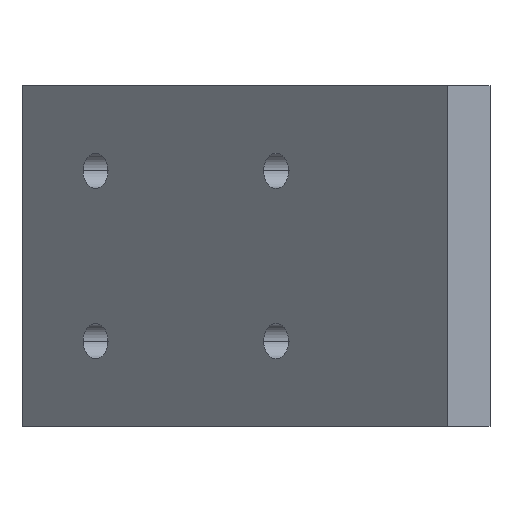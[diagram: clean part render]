
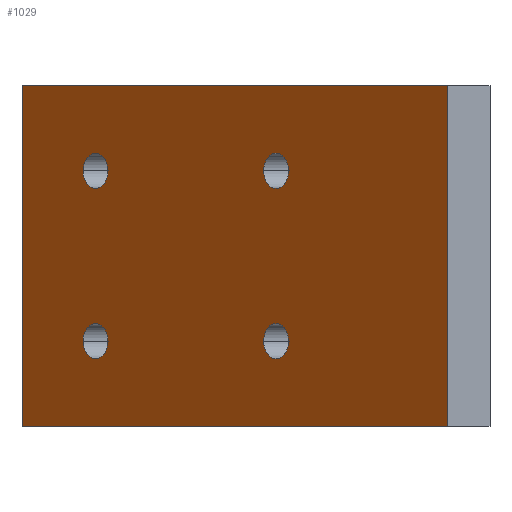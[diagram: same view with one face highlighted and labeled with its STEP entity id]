
A CAD part, left-side view. The second image highlights one B-rep face of the part: STEP entity #1029.
In plain terms, the highlighted planar face has unit normal (-0.707, 0.707, 0).
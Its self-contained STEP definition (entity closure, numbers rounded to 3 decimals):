
#10 = DIRECTION ( 'NONE',  ( -0.707, -0.707, 0. ) ) ;
#13 = DIRECTION ( 'NONE',  ( -0.707, 0.707, 0. ) ) ;
#19 = FACE_OUTER_BOUND ( 'NONE', #749, .T. ) ;
#34 = CIRCLE ( 'NONE', #659, 2.067 ) ;
#47 = ORIENTED_EDGE ( 'NONE', *, *, #512, .T. ) ;
#50 = VERTEX_POINT ( 'NONE', #104 ) ;
#104 = CARTESIAN_POINT ( 'NONE',  ( 29.894, 37.894, 10. ) ) ;
#106 = EDGE_CURVE ( 'NONE', #944, #784, #686, .T. ) ;
#118 = AXIS2_PLACEMENT_3D ( 'NONE', #1035, #1044, #709 ) ;
#124 = CIRCLE ( 'NONE', #861, 2.067 ) ;
#149 = CARTESIAN_POINT ( 'NONE',  ( 8.681, 16.681, 10. ) ) ;
#157 = EDGE_CURVE ( 'NONE', #605, #565, #648, .T. ) ;
#161 = VECTOR ( 'NONE', #245, 1000. ) ;
#170 = AXIS2_PLACEMENT_3D ( 'NONE', #887, #946, #10 ) ;
#171 = FACE_BOUND ( 'NONE', #549, .T. ) ;
#176 = ORIENTED_EDGE ( 'NONE', *, *, #436, .T. ) ;
#185 = CARTESIAN_POINT ( 'NONE',  ( 31.355, 39.355, 10. ) ) ;
#187 = FACE_BOUND ( 'NONE', #870, .T. ) ;
#190 = VERTEX_POINT ( 'NONE', #829 ) ;
#206 = VECTOR ( 'NONE', #289, 1000. ) ;
#210 = CARTESIAN_POINT ( 'NONE',  ( 8.681, 16.681, 30. ) ) ;
#245 = DIRECTION ( 'NONE',  ( -0.707, -0.707, 0. ) ) ;
#249 = PLANE ( 'NONE',  #617 ) ;
#267 = DIRECTION ( 'NONE',  ( -0.707, -0.707, 0. ) ) ;
#269 = ORIENTED_EDGE ( 'NONE', *, *, #660, .F. ) ;
#277 = CARTESIAN_POINT ( 'NONE',  ( 40., 48., 0. ) ) ;
#288 = DIRECTION ( 'NONE',  ( 0.707, -0.707, 0. ) ) ;
#289 = DIRECTION ( 'NONE',  ( 0., 0., -1. ) ) ;
#301 = VERTEX_POINT ( 'NONE', #610 ) ;
#313 = ORIENTED_EDGE ( 'NONE', *, *, #880, .F. ) ;
#314 = ORIENTED_EDGE ( 'NONE', *, *, #474, .T. ) ;
#334 = CIRCLE ( 'NONE', #786, 2.067 ) ;
#361 = DIRECTION ( 'NONE',  ( 0.707, -0.707, 0. ) ) ;
#365 = CARTESIAN_POINT ( 'NONE',  ( 29.894, 37.894, 30. ) ) ;
#371 = CARTESIAN_POINT ( 'NONE',  ( -10., -2., 20. ) ) ;
#375 = EDGE_CURVE ( 'NONE', #603, #1100, #833, .T. ) ;
#387 = CARTESIAN_POINT ( 'NONE',  ( 32.817, 40.817, 30. ) ) ;
#394 = DIRECTION ( 'NONE',  ( 0.707, -0.707, 0. ) ) ;
#403 = DIRECTION ( 'NONE',  ( -0.707, -0.707, 0. ) ) ;
#436 = EDGE_CURVE ( 'NONE', #784, #944, #913, .T. ) ;
#446 = DIRECTION ( 'NONE',  ( 0.707, -0.707, 0. ) ) ;
#462 = DIRECTION ( 'NONE',  ( -0.707, -0.707, 0. ) ) ;
#463 = DIRECTION ( 'NONE',  ( -0.707, -0.707, 0. ) ) ;
#470 = ORIENTED_EDGE ( 'NONE', *, *, #157, .T. ) ;
#474 = EDGE_CURVE ( 'NONE', #50, #190, #334, .T. ) ;
#481 = CARTESIAN_POINT ( 'NONE',  ( 11.604, 19.604, 10. ) ) ;
#512 = EDGE_CURVE ( 'NONE', #565, #605, #892, .T. ) ;
#514 = CARTESIAN_POINT ( 'NONE',  ( 40., 48., 0. ) ) ;
#516 = DIRECTION ( 'NONE',  ( 0., 0., -1. ) ) ;
#528 = CARTESIAN_POINT ( 'NONE',  ( 10.142, 18.142, 10. ) ) ;
#540 = CARTESIAN_POINT ( 'NONE',  ( 31.355, 39.355, 10. ) ) ;
#545 = LINE ( 'NONE', #764, #161 ) ;
#549 = EDGE_LOOP ( 'NONE', ( #760, #907 ) ) ;
#555 = EDGE_CURVE ( 'NONE', #720, #564, #755, .T. ) ;
#564 = VERTEX_POINT ( 'NONE', #365 ) ;
#565 = VERTEX_POINT ( 'NONE', #888 ) ;
#602 = DIRECTION ( 'NONE',  ( -0.707, -0.707, 0. ) ) ;
#603 = VERTEX_POINT ( 'NONE', #889 ) ;
#604 = VECTOR ( 'NONE', #516, 1000. ) ;
#605 = VERTEX_POINT ( 'NONE', #210 ) ;
#610 = CARTESIAN_POINT ( 'NONE',  ( -10., -2., 40. ) ) ;
#617 = AXIS2_PLACEMENT_3D ( 'NONE', #947, #13, #696 ) ;
#647 = FACE_BOUND ( 'NONE', #860, .T. ) ;
#648 = CIRCLE ( 'NONE', #1103, 2.067 ) ;
#658 = DIRECTION ( 'NONE',  ( -0.707, -0.707, 0. ) ) ;
#659 = AXIS2_PLACEMENT_3D ( 'NONE', #540, #446, #463 ) ;
#660 = EDGE_CURVE ( 'NONE', #301, #1065, #1053, .T. ) ;
#670 = CARTESIAN_POINT ( 'NONE',  ( 10.142, 18.142, 30. ) ) ;
#685 = FACE_BOUND ( 'NONE', #797, .T. ) ;
#686 = CIRCLE ( 'NONE', #118, 2.067 ) ;
#691 = CARTESIAN_POINT ( 'NONE',  ( 40., 48., 40. ) ) ;
#696 = DIRECTION ( 'NONE',  ( -0.707, -0.707, 0. ) ) ;
#708 = AXIS2_PLACEMENT_3D ( 'NONE', #738, #288, #462 ) ;
#709 = DIRECTION ( 'NONE',  ( -0.707, -0.707, 0. ) ) ;
#720 = VERTEX_POINT ( 'NONE', #387 ) ;
#729 = CARTESIAN_POINT ( 'NONE',  ( -10., -2., 0. ) ) ;
#737 = ORIENTED_EDGE ( 'NONE', *, *, #897, .T. ) ;
#738 = CARTESIAN_POINT ( 'NONE',  ( 31.355, 39.355, 30. ) ) ;
#749 = EDGE_LOOP ( 'NONE', ( #737, #269, #313, #768 ) ) ;
#755 = CIRCLE ( 'NONE', #708, 2.067 ) ;
#760 = ORIENTED_EDGE ( 'NONE', *, *, #1030, .T. ) ;
#764 = CARTESIAN_POINT ( 'NONE',  ( 20., 28., 0. ) ) ;
#768 = ORIENTED_EDGE ( 'NONE', *, *, #375, .T. ) ;
#784 = VERTEX_POINT ( 'NONE', #481 ) ;
#786 = AXIS2_PLACEMENT_3D ( 'NONE', #185, #361, #802 ) ;
#796 = DIRECTION ( 'NONE',  ( 0.707, -0.707, 0. ) ) ;
#797 = EDGE_LOOP ( 'NONE', ( #470, #47 ) ) ;
#802 = DIRECTION ( 'NONE',  ( -0.707, -0.707, 0. ) ) ;
#829 = CARTESIAN_POINT ( 'NONE',  ( 32.817, 40.817, 10. ) ) ;
#833 = LINE ( 'NONE', #514, #604 ) ;
#844 = VECTOR ( 'NONE', #403, 1000. ) ;
#860 = EDGE_LOOP ( 'NONE', ( #1102, #176 ) ) ;
#861 = AXIS2_PLACEMENT_3D ( 'NONE', #935, #866, #602 ) ;
#866 = DIRECTION ( 'NONE',  ( 0.707, -0.707, 0. ) ) ;
#870 = EDGE_LOOP ( 'NONE', ( #314, #1002 ) ) ;
#880 = EDGE_CURVE ( 'NONE', #603, #301, #1063, .T. ) ;
#887 = CARTESIAN_POINT ( 'NONE',  ( 10.142, 18.142, 30. ) ) ;
#888 = CARTESIAN_POINT ( 'NONE',  ( 11.604, 19.604, 30. ) ) ;
#889 = CARTESIAN_POINT ( 'NONE',  ( 40., 48., 40. ) ) ;
#892 = CIRCLE ( 'NONE', #170, 2.067 ) ;
#897 = EDGE_CURVE ( 'NONE', #1100, #1065, #545, .T. ) ;
#907 = ORIENTED_EDGE ( 'NONE', *, *, #555, .T. ) ;
#913 = CIRCLE ( 'NONE', #918, 2.067 ) ;
#918 = AXIS2_PLACEMENT_3D ( 'NONE', #528, #796, #267 ) ;
#935 = CARTESIAN_POINT ( 'NONE',  ( 31.355, 39.355, 30. ) ) ;
#944 = VERTEX_POINT ( 'NONE', #149 ) ;
#946 = DIRECTION ( 'NONE',  ( 0.707, -0.707, 0. ) ) ;
#947 = CARTESIAN_POINT ( 'NONE',  ( 20., 28., 0. ) ) ;
#1002 = ORIENTED_EDGE ( 'NONE', *, *, #1092, .T. ) ;
#1029 = ADVANCED_FACE ( 'NONE', ( #187, #685, #647, #171, #19 ), #249, .T. ) ;
#1030 = EDGE_CURVE ( 'NONE', #564, #720, #124, .T. ) ;
#1035 = CARTESIAN_POINT ( 'NONE',  ( 10.142, 18.142, 10. ) ) ;
#1044 = DIRECTION ( 'NONE',  ( 0.707, -0.707, 0. ) ) ;
#1053 = LINE ( 'NONE', #371, #206 ) ;
#1063 = LINE ( 'NONE', #691, #844 ) ;
#1065 = VERTEX_POINT ( 'NONE', #729 ) ;
#1092 = EDGE_CURVE ( 'NONE', #190, #50, #34, .T. ) ;
#1100 = VERTEX_POINT ( 'NONE', #277 ) ;
#1102 = ORIENTED_EDGE ( 'NONE', *, *, #106, .T. ) ;
#1103 = AXIS2_PLACEMENT_3D ( 'NONE', #670, #394, #658 ) ;
